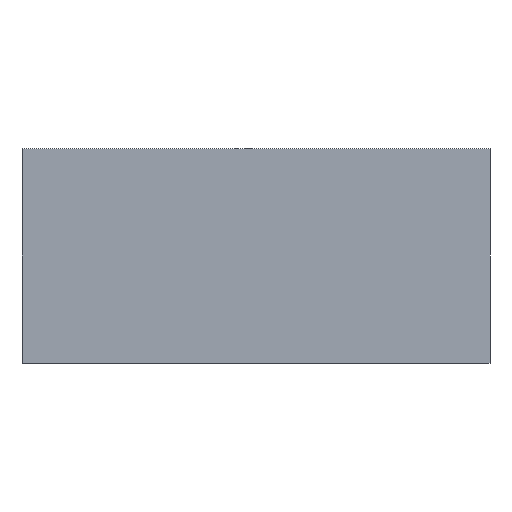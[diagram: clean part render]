
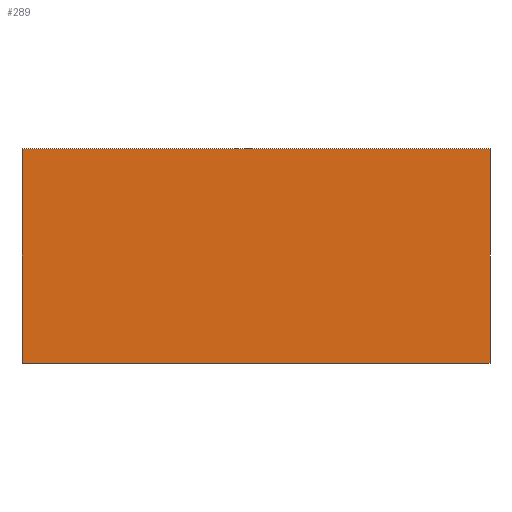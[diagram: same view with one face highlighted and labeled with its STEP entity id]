
A CAD part, front view. The second image highlights one B-rep face of the part: STEP entity #289.
In plain terms, the highlighted planar face has unit normal (0, -1, 0).
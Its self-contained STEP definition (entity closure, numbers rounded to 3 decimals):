
#30=FACE_OUTER_BOUND('',#48,.T.);
#48=EDGE_LOOP('',(#246,#247,#248,#249));
#69=LINE('',#435,#105);
#73=LINE('',#442,#109);
#76=LINE('',#448,#112);
#85=LINE('',#465,#121);
#105=VECTOR('',#354,10.);
#109=VECTOR('',#360,10.);
#112=VECTOR('',#365,10.);
#121=VECTOR('',#386,10.);
#138=VERTEX_POINT('',#432);
#139=VERTEX_POINT('',#434);
#141=VERTEX_POINT('',#440);
#143=VERTEX_POINT('',#446);
#165=EDGE_CURVE('',#139,#138,#69,.T.);
#169=EDGE_CURVE('',#141,#138,#73,.T.);
#172=EDGE_CURVE('',#143,#141,#76,.T.);
#181=EDGE_CURVE('',#143,#139,#85,.T.);
#246=ORIENTED_EDGE('',*,*,#181,.T.);
#247=ORIENTED_EDGE('',*,*,#165,.T.);
#248=ORIENTED_EDGE('',*,*,#169,.F.);
#249=ORIENTED_EDGE('',*,*,#172,.F.);
#268=PLANE('',#319);
#289=ADVANCED_FACE('',(#30),#268,.T.);
#319=AXIS2_PLACEMENT_3D('',#466,#387,#388);
#354=DIRECTION('',(0.,0.,1.));
#360=DIRECTION('',(1.,0.,0.));
#365=DIRECTION('',(0.,0.,1.));
#386=DIRECTION('',(1.,0.,0.));
#387=DIRECTION('center_axis',(0.,-1.,0.));
#388=DIRECTION('ref_axis',(1.,0.,0.));
#432=CARTESIAN_POINT('',(-3.5,8.,0.55));
#434=CARTESIAN_POINT('',(-3.5,8.,0.));
#435=CARTESIAN_POINT('',(-3.5,8.,0.));
#440=CARTESIAN_POINT('',(-4.7,8.,0.55));
#442=CARTESIAN_POINT('',(-4.7,8.,0.55));
#446=CARTESIAN_POINT('',(-4.7,8.,0.));
#448=CARTESIAN_POINT('',(-4.7,8.,0.));
#465=CARTESIAN_POINT('',(-4.7,8.,0.));
#466=CARTESIAN_POINT('Origin',(-4.7,8.,0.));
